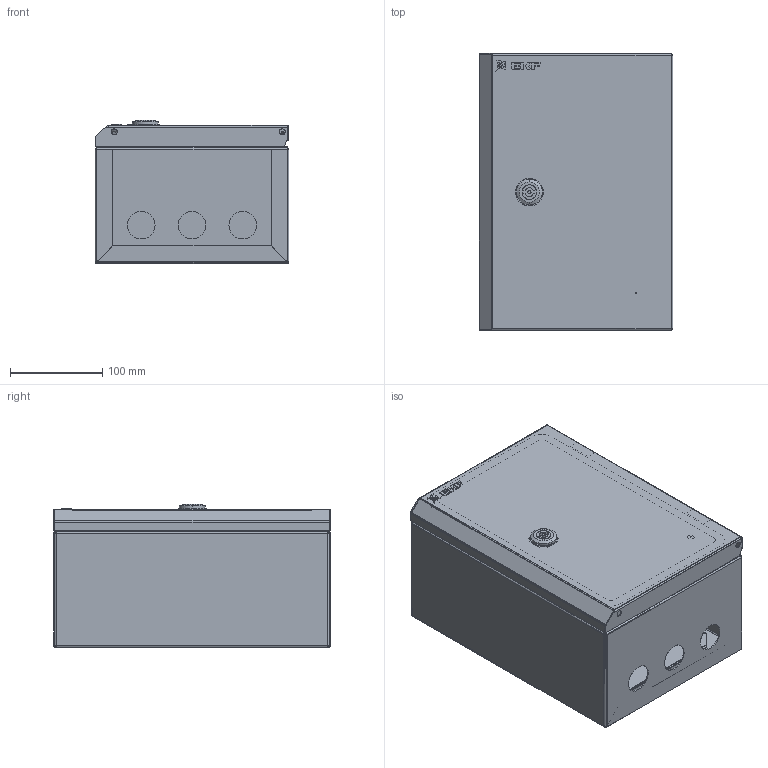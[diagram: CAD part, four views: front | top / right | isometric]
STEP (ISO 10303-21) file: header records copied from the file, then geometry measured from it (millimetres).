
FILE_DESCRIPTION (( 'STEP AP214' ), '1' );
FILE_NAME ('椗眅-30.21.15 iP54 EKF 昈-551.00.00.000 捘.STEP', '2017-08-30T11:21:19', ( 'Admin' ), ( '' ), 'SwSTEP 2.0', 'SolidWorks 2017', '' );
FILE_SCHEMA (( 'AUTOMOTIVE_DESIGN' ));
Length unit declared in the file: millimetre
Products named in the file (19): Êîðïóñ â ñáîðå ÌÈ-551.01.00.000; Ñòåíêà íèæíÿÿ ÌÈ-551.01.00.002; Ñòåíêà âåðõíÿÿ ÌÈ-551.01.00.001; Ñòåíêà çàäíÿÿ â ñáîðå ÌÈ-551.01.01.000 ÑÁ; Øïèëüêà Ì6õ12; Øïèëüêà îáìåäíåííàÿ Ì6õ20; Ñòåíêà çàäíÿÿ ÌÈ-551.01.01.001; split pin_din_DIN 94-4x56-C-St; 椗眅-30.21.15 iP54 EKF 昈-551.00.00.000 捘; rivet 02_din_DIN 660-5x8-St-A-2; hex flange nut_din_Hexagon Flange Nut DIN 6923 - M6 - N; Íàâåñêà íà êîðïóñ ïîä êëåïêó; ÌÈ-551.00.00.001 Ïàíåëü ìîíòàæíàÿ; Äâåðü â ñáîðå ÌÈ-551.02.00.000 ÑÁ; 呧蜦 3D; Ïåòëÿ íà äâåðü ï-îáðàçíàÿ; ÓÊ íà äâåðü ÌÈ-551; Çàìîê áîëüøîé; ﾄ粢 ﾌﾈ-551.02.00.001
Assembly tree (30 placements, depth 4):
  椗眅-30.21.15 iP54 EKF 昈-551.00.00.000 捘
    Êîðïóñ â ñáîðå ÌÈ-551.01.00.000
      Ñòåíêà çàäíÿÿ â ñáîðå ÌÈ-551.01.01.000 ÑÁ
        Ñòåíêà çàäíÿÿ ÌÈ-551.01.01.001
        Øïèëüêà îáìåäíåííàÿ Ì6õ20  x2
        Øïèëüêà Ì6õ12
      Ñòåíêà âåðõíÿÿ ÌÈ-551.01.00.001
      Ñòåíêà íèæíÿÿ ÌÈ-551.01.00.002
    Äâåðü â ñáîðå ÌÈ-551.02.00.000 ÑÁ
      ﾄ粢 ﾌﾈ-551.02.00.001
      Çàìîê áîëüøîé  x2
      ÓÊ íà äâåðü ÌÈ-551
      Øïèëüêà Ì6õ12
      Ïåòëÿ íà äâåðü ï-îáðàçíàÿ  x2
      呧蜦 3D
    ÌÈ-551.00.00.001 Ïàíåëü ìîíòàæíàÿ
    Íàâåñêà íà êîðïóñ ïîä êëåïêó  x2
    hex flange nut_din_Hexagon Flange Nut DIN 6923 - M6 - N  x4
    rivet 02_din_DIN 660-5x8-St-A-2  x4
    split pin_din_DIN 94-4x56-C-St  x2
Bounding box: 210 x 300 x 155.3 mm (x, y, z)
Volume: 447991.7 mm3; surface area: 796131.4 mm2
Topology: 34 solids, 44 shells, 1057 faces, 2397 edges, 1452 vertices
Faces by surface type: plane 588, cylinder 315, cone 60, bspline 50, torus 44
Entity records: 23701 total; most frequent: CARTESIAN_POINT 4877, DIRECTION 3339, ORIENTED_EDGE 3214, EDGE_CURVE 1607, AXIS2_PLACEMENT_3D 1147, VECTOR 1045, LINE 1045, VERTEX_POINT 971
